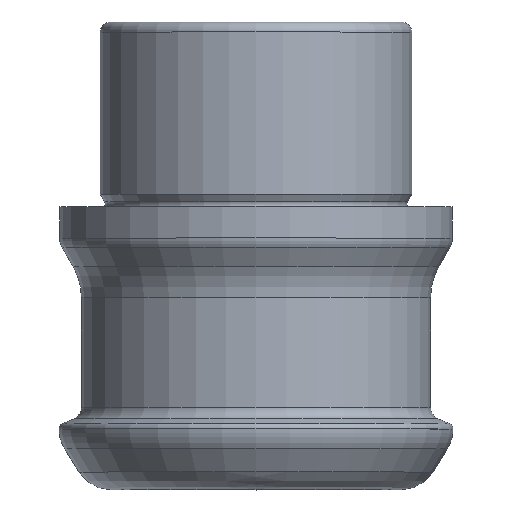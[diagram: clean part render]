
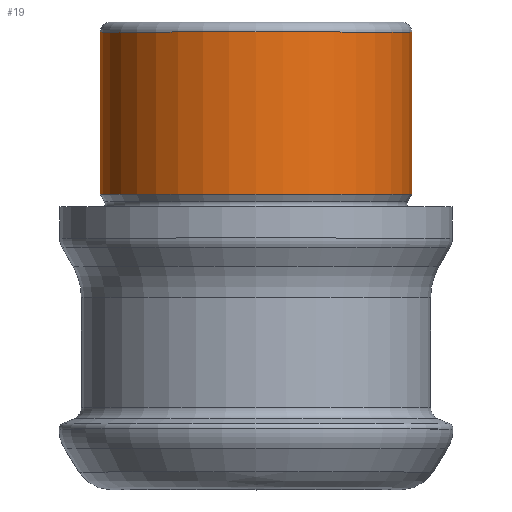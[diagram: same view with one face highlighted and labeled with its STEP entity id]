
A CAD part, top view. The second image highlights one B-rep face of the part: STEP entity #19.
In plain terms, the highlighted cylindrical face has radius 12.5 mm (diameter 25 mm), a full revolution.
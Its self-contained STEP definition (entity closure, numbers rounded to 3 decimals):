
#19 = ADVANCED_FACE ( 'NONE', ( #360, #464 ), #556, .T. ) ;
#50 = ORIENTED_EDGE ( 'NONE', *, *, #265, .F. ) ;
#141 = CARTESIAN_POINT ( 'NONE',  ( 0., 23.7, 0. ) ) ;
#150 = AXIS2_PLACEMENT_3D ( 'NONE', #228, #420, #192 ) ;
#152 = EDGE_LOOP ( 'NONE', ( #50 ) ) ;
#168 = CIRCLE ( 'NONE', #150, 12.5 ) ;
#192 = DIRECTION ( 'NONE',  ( 0., 0., 1. ) ) ;
#203 = CARTESIAN_POINT ( 'NONE',  ( 0., 39.647, 0. ) ) ;
#228 = CARTESIAN_POINT ( 'NONE',  ( 0., 36.7, 0. ) ) ;
#230 = ORIENTED_EDGE ( 'NONE', *, *, #256, .T. ) ;
#256 = EDGE_CURVE ( 'NONE', #380, #380, #299, .T. ) ;
#265 = EDGE_CURVE ( 'NONE', #581, #581, #168, .T. ) ;
#299 = CIRCLE ( 'NONE', #439, 12.5 ) ;
#360 = FACE_OUTER_BOUND ( 'NONE', #152, .T. ) ;
#380 = VERTEX_POINT ( 'NONE', #570 ) ;
#410 = EDGE_LOOP ( 'NONE', ( #230 ) ) ;
#420 = DIRECTION ( 'NONE',  ( 0., 1., 0. ) ) ;
#439 = AXIS2_PLACEMENT_3D ( 'NONE', #141, #471, #466 ) ;
#449 = DIRECTION ( 'NONE',  ( 0., 1., 0. ) ) ;
#464 = FACE_OUTER_BOUND ( 'NONE', #410, .T. ) ;
#466 = DIRECTION ( 'NONE',  ( 0., 0., 1. ) ) ;
#469 = CARTESIAN_POINT ( 'NONE',  ( 0., 36.7, 12.5 ) ) ;
#471 = DIRECTION ( 'NONE',  ( 0., 1., 0. ) ) ;
#556 = CYLINDRICAL_SURFACE ( 'NONE', #603, 12.5 ) ;
#558 = DIRECTION ( 'NONE',  ( 0., 0., 1. ) ) ;
#570 = CARTESIAN_POINT ( 'NONE',  ( 0., 23.7, 12.5 ) ) ;
#581 = VERTEX_POINT ( 'NONE', #469 ) ;
#603 = AXIS2_PLACEMENT_3D ( 'NONE', #203, #449, #558 ) ;
